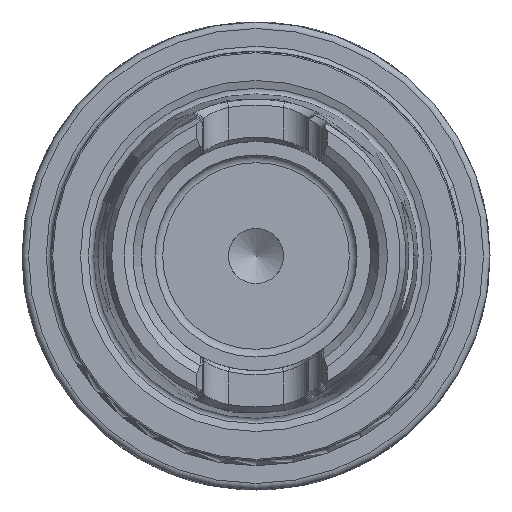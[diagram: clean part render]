
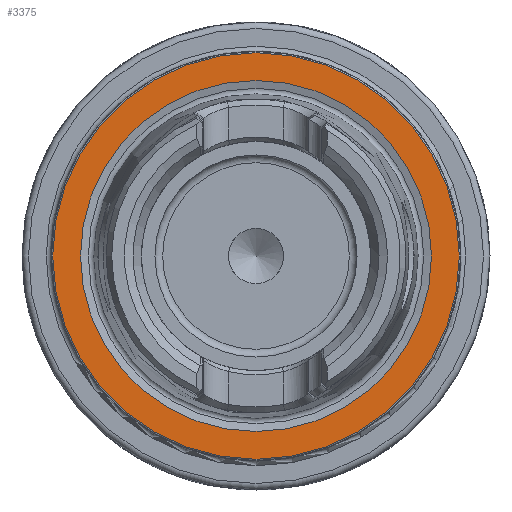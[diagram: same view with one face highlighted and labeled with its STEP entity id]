
A CAD part, left-side view. The second image highlights one B-rep face of the part: STEP entity #3375.
In plain terms, the highlighted planar face has unit normal (-1, 0, 0).
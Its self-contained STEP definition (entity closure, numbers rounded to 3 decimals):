
#459 = DIRECTION ( 'NONE',  ( 1., 0., 0. ) ) ;
#694 = CIRCLE ( 'NONE', #10263, 31.275 ) ;
#1001 = CIRCLE ( 'NONE', #8631, 27. ) ;
#1157 = AXIS2_PLACEMENT_3D ( 'NONE', #7660, #459, #5296 ) ;
#1201 = EDGE_CURVE ( 'NONE', #5949, #5949, #694, .T. ) ;
#2411 = ORIENTED_EDGE ( 'NONE', *, *, #1201, .T. ) ;
#2812 = CARTESIAN_POINT ( 'NONE',  ( 0., 0., 0. ) ) ;
#3375 = ADVANCED_FACE ( 'NONE', ( #12032, #5189 ), #12382, .F. ) ;
#3883 = EDGE_CURVE ( 'NONE', #9645, #9645, #1001, .T. ) ;
#4284 = ORIENTED_EDGE ( 'NONE', *, *, #3883, .F. ) ;
#5189 = FACE_OUTER_BOUND ( 'NONE', #7409, .T. ) ;
#5296 = DIRECTION ( 'NONE',  ( 0., 0., -1. ) ) ;
#5685 = DIRECTION ( 'NONE',  ( 0., 0., 1. ) ) ;
#5949 = VERTEX_POINT ( 'NONE', #6273 ) ;
#6273 = CARTESIAN_POINT ( 'NONE',  ( 0., 0., 31.275 ) ) ;
#7409 = EDGE_LOOP ( 'NONE', ( #2411 ) ) ;
#7660 = CARTESIAN_POINT ( 'NONE',  ( 0., 31.275, 0. ) ) ;
#7708 = CARTESIAN_POINT ( 'NONE',  ( 0., 0., 27. ) ) ;
#8631 = AXIS2_PLACEMENT_3D ( 'NONE', #2812, #14635, #11247 ) ;
#9293 = DIRECTION ( 'NONE',  ( -1., 0., 0. ) ) ;
#9337 = CARTESIAN_POINT ( 'NONE',  ( 0., 0., 0. ) ) ;
#9645 = VERTEX_POINT ( 'NONE', #7708 ) ;
#10263 = AXIS2_PLACEMENT_3D ( 'NONE', #9337, #9293, #5685 ) ;
#11247 = DIRECTION ( 'NONE',  ( 0., 0., 1. ) ) ;
#11702 = EDGE_LOOP ( 'NONE', ( #4284 ) ) ;
#12032 = FACE_BOUND ( 'NONE', #11702, .T. ) ;
#12382 = PLANE ( 'NONE',  #1157 ) ;
#14635 = DIRECTION ( 'NONE',  ( -1., 0., 0. ) ) ;
